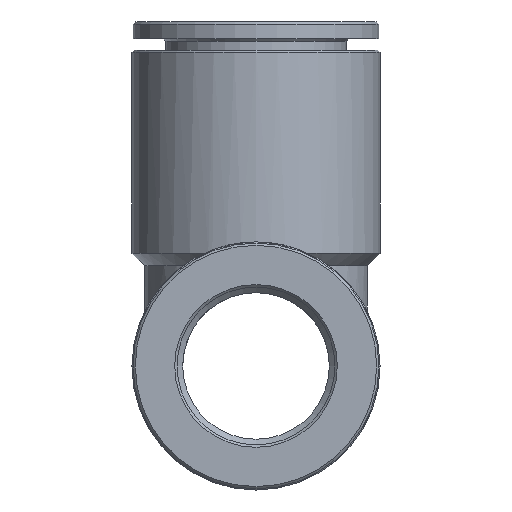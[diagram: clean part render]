
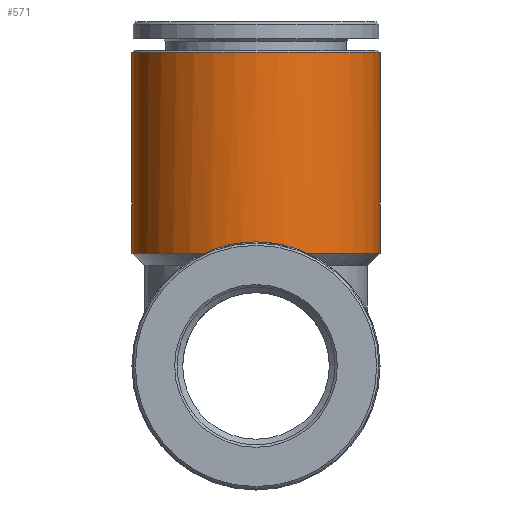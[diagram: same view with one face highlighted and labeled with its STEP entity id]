
A CAD part, left-side view. The second image highlights one B-rep face of the part: STEP entity #571.
In plain terms, the highlighted cylindrical face has radius 11 mm (diameter 22 mm), a full revolution.
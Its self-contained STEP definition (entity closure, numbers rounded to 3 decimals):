
#30=B_SPLINE_CURVE_WITH_KNOTS('',3,(#920,#921,#922,#923),.UNSPECIFIED.,
 .F.,.F.,(4,4),(0.,0.001),
 .UNSPECIFIED.);
#31=B_SPLINE_CURVE_WITH_KNOTS('',3,(#924,#925,#926,#927),.UNSPECIFIED.,
 .F.,.F.,(4,4),(0.,0.001),.UNSPECIFIED.);
#38=B_SPLINE_CURVE_WITH_KNOTS('',3,(#971,#972,#973,#974),.UNSPECIFIED.,
 .F.,.F.,(4,4),(0.,0.001),
 .UNSPECIFIED.);
#39=B_SPLINE_CURVE_WITH_KNOTS('',3,(#978,#979,#980,#981),.UNSPECIFIED.,
 .F.,.F.,(4,4),(0.,0.001),
 .UNSPECIFIED.);
#62=ELLIPSE('',#610,15.556,11.);
#67=ELLIPSE('',#624,15.556,11.);
#150=ORIENTED_EDGE('',*,*,#244,.F.);
#151=ORIENTED_EDGE('',*,*,#242,.T.);
#152=ORIENTED_EDGE('',*,*,#205,.T.);
#153=ORIENTED_EDGE('',*,*,#201,.T.);
#154=ORIENTED_EDGE('',*,*,#204,.T.);
#155=ORIENTED_EDGE('',*,*,#243,.T.);
#156=ORIENTED_EDGE('',*,*,#220,.T.);
#157=ORIENTED_EDGE('',*,*,#223,.T.);
#158=ORIENTED_EDGE('',*,*,#218,.T.);
#201=EDGE_CURVE('',#265,#264,#62,.T.);
#204=EDGE_CURVE('',#264,#267,#30,.T.);
#205=EDGE_CURVE('',#269,#265,#31,.T.);
#218=EDGE_CURVE('',#280,#279,#38,.T.);
#220=EDGE_CURVE('',#282,#281,#39,.T.);
#223=EDGE_CURVE('',#281,#280,#67,.F.);
#242=EDGE_CURVE('',#279,#269,#342,.T.);
#243=EDGE_CURVE('',#267,#282,#343,.T.);
#244=EDGE_CURVE('',#300,#300,#344,.T.);
#264=VERTEX_POINT('',#908);
#265=VERTEX_POINT('',#909);
#267=VERTEX_POINT('',#918);
#269=VERTEX_POINT('',#928);
#279=VERTEX_POINT('',#970);
#280=VERTEX_POINT('',#975);
#281=VERTEX_POINT('',#977);
#282=VERTEX_POINT('',#982);
#300=VERTEX_POINT('',#1049);
#342=CIRCLE('',#662,11.);
#343=CIRCLE('',#664,11.);
#344=CIRCLE('',#666,11.);
#406=EDGE_LOOP('',(#150));
#407=EDGE_LOOP('',(#151,#152,#153,#154,#155,#156,#157,#158));
#490=FACE_BOUND('',#406,.T.);
#491=FACE_BOUND('',#407,.T.);
#538=CYLINDRICAL_SURFACE('',#665,11.);
#571=ADVANCED_FACE('',(#490,#491),#538,.T.);
#610=AXIS2_PLACEMENT_3D('',#910,#716,#717);
#624=AXIS2_PLACEMENT_3D('',#990,#744,#745);
#662=AXIS2_PLACEMENT_3D('',#1044,#820,#821);
#664=AXIS2_PLACEMENT_3D('',#1046,#824,#825);
#665=AXIS2_PLACEMENT_3D('',#1047,#826,#827);
#666=AXIS2_PLACEMENT_3D('',#1048,#828,#829);
#716=DIRECTION('',(0.707,0.,0.707));
#717=DIRECTION('',(0.707,0.,-0.707));
#744=DIRECTION('',(0.707,0.,-0.707));
#745=DIRECTION('',(0.707,0.,0.707));
#820=DIRECTION('',(0.,0.,1.));
#821=DIRECTION('',(1.,0.,0.));
#824=DIRECTION('',(0.,0.,1.));
#825=DIRECTION('',(1.,0.,0.));
#826=DIRECTION('',(0.,0.,1.));
#827=DIRECTION('',(1.,0.,0.));
#828=DIRECTION('',(0.,0.,1.));
#829=DIRECTION('',(1.,0.,0.));
#908=CARTESIAN_POINT('',(-10.3,-3.861,10.3));
#909=CARTESIAN_POINT('',(-10.3,3.861,10.3));
#910=CARTESIAN_POINT('',(0.,0.,0.));
#918=CARTESIAN_POINT('',(-10.156,-4.225,10.));
#920=CARTESIAN_POINT('',(-10.3,-3.861,10.3));
#921=CARTESIAN_POINT('',(-10.253,-3.986,10.203));
#922=CARTESIAN_POINT('',(-10.205,-4.107,10.103));
#923=CARTESIAN_POINT('',(-10.156,-4.225,10.));
#924=CARTESIAN_POINT('',(-10.156,4.225,10.));
#925=CARTESIAN_POINT('',(-10.205,4.107,10.103));
#926=CARTESIAN_POINT('',(-10.253,3.986,10.203));
#927=CARTESIAN_POINT('',(-10.3,3.861,10.3));
#928=CARTESIAN_POINT('',(-10.156,4.225,10.));
#970=CARTESIAN_POINT('',(10.156,4.225,10.));
#971=CARTESIAN_POINT('',(10.3,3.861,10.3));
#972=CARTESIAN_POINT('',(10.253,3.986,10.203));
#973=CARTESIAN_POINT('',(10.205,4.107,10.103));
#974=CARTESIAN_POINT('',(10.156,4.225,10.));
#975=CARTESIAN_POINT('',(10.3,3.861,10.3));
#977=CARTESIAN_POINT('',(10.3,-3.861,10.3));
#978=CARTESIAN_POINT('',(10.156,-4.225,10.));
#979=CARTESIAN_POINT('',(10.205,-4.107,10.103));
#980=CARTESIAN_POINT('',(10.253,-3.986,10.203));
#981=CARTESIAN_POINT('',(10.3,-3.861,10.3));
#982=CARTESIAN_POINT('',(10.156,-4.225,10.));
#990=CARTESIAN_POINT('',(0.,0.,0.));
#1044=CARTESIAN_POINT('',(0.,0.,10.));
#1046=CARTESIAN_POINT('',(0.,0.,10.));
#1047=CARTESIAN_POINT('',(0.,0.,30.5));
#1048=CARTESIAN_POINT('',(0.,0.,27.8));
#1049=CARTESIAN_POINT('',(11.,0.,27.8));
